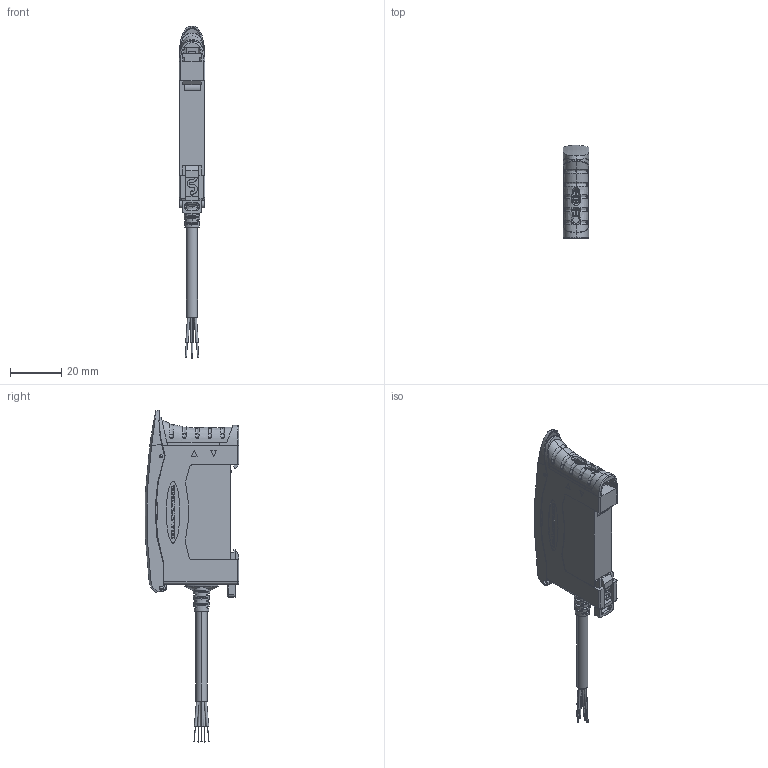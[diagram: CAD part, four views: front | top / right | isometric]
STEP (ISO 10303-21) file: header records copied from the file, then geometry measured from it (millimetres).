
FILE_DESCRIPTION((''),'2;1');
FILE_NAME('156682_SW','2011-02-09T',('banengservice'),('BANNER ENGINEERING'),'PRO/ENGINEER BY PARAMETRIC TECHNOLOGY CORPORATION, 2009141','PRO/ENGINEER BY PARAMETRIC TECHNOLOGY CORPORATION, 2009141','');
FILE_SCHEMA(('CONFIG_CONTROL_DESIGN'));
Products named in the file (1): 156682_SW
Bounding box: 10.1 x 36.42 x 129.64 mm (x, y, z)
Volume: 8180.5 mm3; surface area: 15047.9 mm2
Topology: 1 solids, 1 shells, 1524 faces, 4241 edges, 2747 vertices
Faces by surface type: plane 689, extrusion 391, cylinder 267, bspline 130, torus 33, sphere 8, cone 6
Entity records: 63741 total; most frequent: CARTESIAN_POINT 27163, ORIENTED_EDGE 8438, DIRECTION 5963, EDGE_CURVE 4219, VERTEX_POINT 2747, VECTOR 2621, LINE 2230, B_SPLINE_CURVE_WITH_KNOTS 1712
